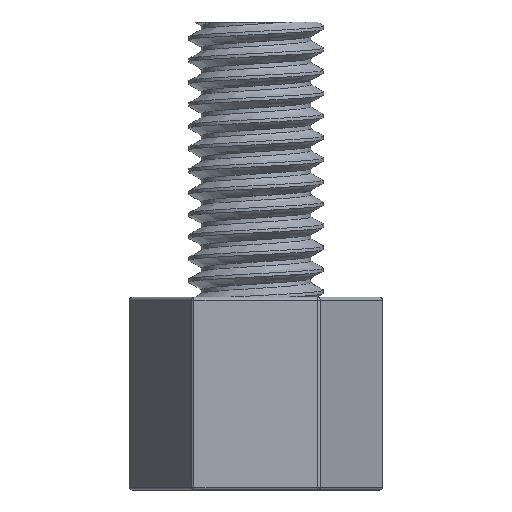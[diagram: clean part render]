
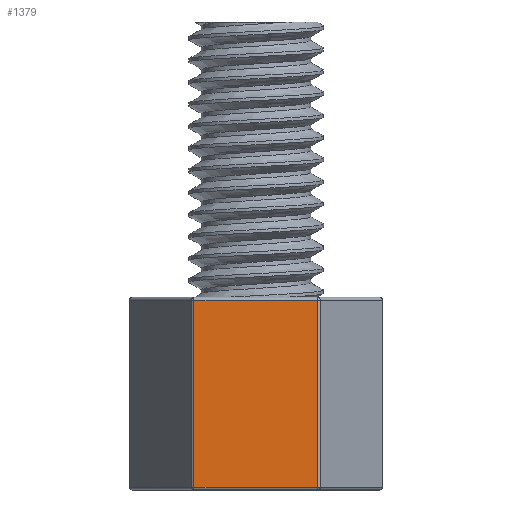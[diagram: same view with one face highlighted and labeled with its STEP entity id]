
A CAD part, front view. The second image highlights one B-rep face of the part: STEP entity #1379.
In plain terms, the highlighted planar face has unit normal (-0.001, -1, 0).
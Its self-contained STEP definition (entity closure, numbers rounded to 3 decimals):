
#21=PLANE('',#1493);
#85=FACE_OUTER_BOUND('',#172,.T.);
#172=EDGE_LOOP('',(#1016,#1017,#1018,#1019));
#396=LINE('',#3287,#471);
#398=LINE('',#3297,#473);
#399=LINE('',#3299,#474);
#400=LINE('',#3300,#475);
#471=VECTOR('',#1709,10.);
#473=VECTOR('',#1721,10.);
#474=VECTOR('',#1722,10.);
#475=VECTOR('',#1723,10.);
#597=VERTEX_POINT('',#3279);
#600=VERTEX_POINT('',#3286);
#603=VERTEX_POINT('',#3296);
#604=VERTEX_POINT('',#3298);
#763=EDGE_CURVE('',#597,#600,#396,.T.);
#768=EDGE_CURVE('',#603,#597,#398,.T.);
#769=EDGE_CURVE('',#604,#603,#399,.T.);
#770=EDGE_CURVE('',#600,#604,#400,.T.);
#1016=ORIENTED_EDGE('',*,*,#763,.F.);
#1017=ORIENTED_EDGE('',*,*,#768,.F.);
#1018=ORIENTED_EDGE('',*,*,#769,.F.);
#1019=ORIENTED_EDGE('',*,*,#770,.F.);
#1379=ADVANCED_FACE('',(#85),#21,.T.);
#1493=AXIS2_PLACEMENT_3D('',#3295,#1719,#1720);
#1709=DIRECTION('',(0.,0.,1.));
#1719=DIRECTION('center_axis',(-0.001,-1.,
0.));
#1720=DIRECTION('ref_axis',(1.,-0.001,0.));
#1721=DIRECTION('',(-1.,0.001,0.));
#1722=DIRECTION('',(0.,0.,-1.));
#1723=DIRECTION('',(1.,-0.001,0.));
#3279=CARTESIAN_POINT('',(52.245,-3.998,-1.9));
#3286=CARTESIAN_POINT('',(52.245,-3.998,4.9));
#3287=CARTESIAN_POINT('',(52.245,-3.998,0.));
#3295=CARTESIAN_POINT('Origin',(52.187,-3.998,0.));
#3296=CARTESIAN_POINT('',(56.748,-4.002,-1.9));
#3297=CARTESIAN_POINT('',(53.342,-3.999,-1.9));
#3298=CARTESIAN_POINT('',(56.748,-4.002,4.9));
#3299=CARTESIAN_POINT('',(56.748,-4.002,0.));
#3300=CARTESIAN_POINT('',(53.342,-3.999,4.9));
